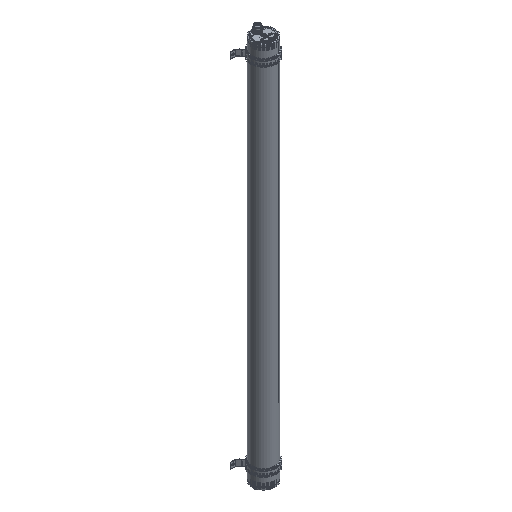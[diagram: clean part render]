
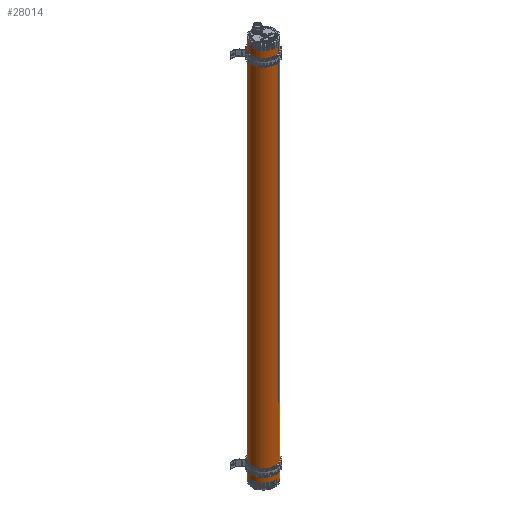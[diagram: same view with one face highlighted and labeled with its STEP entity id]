
A CAD part, isometric view. The second image highlights one B-rep face of the part: STEP entity #28014.
In plain terms, the highlighted cylindrical face has radius 45 mm (diameter 90 mm), a partial arc.
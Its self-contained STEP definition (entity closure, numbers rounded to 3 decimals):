
#1837 = VERTEX_POINT ( 'NONE', #74373 ) ;
#2433 = VERTEX_POINT ( 'NONE', #15942 ) ;
#2823 = CARTESIAN_POINT ( 'NONE',  ( 45., 0., 746.1 ) ) ;
#9313 = CARTESIAN_POINT ( 'NONE',  ( 0., 0., -746.1 ) ) ;
#15835 = DIRECTION ( 'NONE',  ( -1., 0., 0. ) ) ;
#15942 = CARTESIAN_POINT ( 'NONE',  ( 45., 0., 746.1 ) ) ;
#17147 = AXIS2_PLACEMENT_3D ( 'NONE', #60719, #92455, #52909 ) ;
#20098 = CARTESIAN_POINT ( 'NONE',  ( -45., 0., 746.1 ) ) ;
#21114 = LINE ( 'NONE', #20098, #93175 ) ;
#23634 = DIRECTION ( 'NONE',  ( 0., 0., -1. ) ) ;
#26843 = CARTESIAN_POINT ( 'NONE',  ( -45., 0., -746.1 ) ) ;
#28014 = ADVANCED_FACE ( 'NONE', ( #55381 ), #86567, .T. ) ;
#28969 = EDGE_CURVE ( 'NONE', #80368, #51014, #86372, .T. ) ;
#32377 = ORIENTED_EDGE ( 'NONE', *, *, #28969, .T. ) ;
#36575 = AXIS2_PLACEMENT_3D ( 'NONE', #9313, #41051, #68398 ) ;
#41051 = DIRECTION ( 'NONE',  ( 0., 0., 1. ) ) ;
#51014 = VERTEX_POINT ( 'NONE', #84713 ) ;
#52909 = DIRECTION ( 'NONE',  ( 1., 0., 0. ) ) ;
#55312 = EDGE_LOOP ( 'NONE', ( #90075, #75090, #73820, #32377 ) ) ;
#55381 = FACE_OUTER_BOUND ( 'NONE', #55312, .T. ) ;
#60719 = CARTESIAN_POINT ( 'NONE',  ( 0., 0., 746.1 ) ) ;
#61436 = AXIS2_PLACEMENT_3D ( 'NONE', #62143, #23634, #15835 ) ;
#62143 = CARTESIAN_POINT ( 'NONE',  ( 0., 0., 746.1 ) ) ;
#62991 = VECTOR ( 'NONE', #66295, 1000. ) ;
#66295 = DIRECTION ( 'NONE',  ( 0., 0., -1. ) ) ;
#66920 = DIRECTION ( 'NONE',  ( 0., 0., -1. ) ) ;
#68398 = DIRECTION ( 'NONE',  ( 1., 0., 0. ) ) ;
#73820 = ORIENTED_EDGE ( 'NONE', *, *, #94692, .T. ) ;
#74090 = LINE ( 'NONE', #2823, #62991 ) ;
#74338 = EDGE_CURVE ( 'NONE', #1837, #2433, #76908, .T. ) ;
#74373 = CARTESIAN_POINT ( 'NONE',  ( -45., 0., 746.1 ) ) ;
#75090 = ORIENTED_EDGE ( 'NONE', *, *, #74338, .F. ) ;
#76908 = CIRCLE ( 'NONE', #17147, 45. ) ;
#80368 = VERTEX_POINT ( 'NONE', #26843 ) ;
#84713 = CARTESIAN_POINT ( 'NONE',  ( 45., 0., -746.1 ) ) ;
#86372 = CIRCLE ( 'NONE', #36575, 45. ) ;
#86567 = CYLINDRICAL_SURFACE ( 'NONE', #61436, 45. ) ;
#90075 = ORIENTED_EDGE ( 'NONE', *, *, #93780, .F. ) ;
#92455 = DIRECTION ( 'NONE',  ( 0., 0., 1. ) ) ;
#93175 = VECTOR ( 'NONE', #66920, 1000. ) ;
#93780 = EDGE_CURVE ( 'NONE', #2433, #51014, #74090, .T. ) ;
#94692 = EDGE_CURVE ( 'NONE', #1837, #80368, #21114, .T. ) ;
